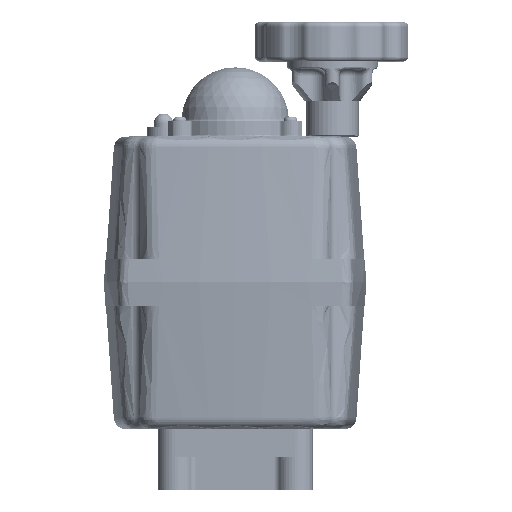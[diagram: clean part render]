
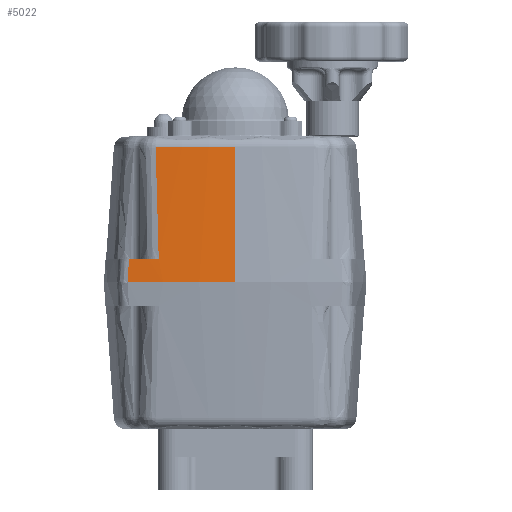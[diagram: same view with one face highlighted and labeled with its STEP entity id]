
A CAD part, top view. The second image highlights one B-rep face of the part: STEP entity #5022.
In plain terms, the highlighted conical face has half-angle 4 degrees and reference radius 403.75 mm.
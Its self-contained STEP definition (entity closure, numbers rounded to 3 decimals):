
#2008 = VERTEX_POINT ( 'NONE', #155836 ) ;
#5022 = ADVANCED_FACE ( 'NONE', ( #18824 ), #222859, .T. ) ;
#5932 = CARTESIAN_POINT ( 'NONE',  ( 0., 143.349, 46.863 ) ) ;
#15250 = CARTESIAN_POINT ( 'NONE',  ( 0., 143.349, -352.912 ) ) ;
#17852 = CIRCLE ( 'NONE', #204108, 403.051 ) ;
#18403 = CARTESIAN_POINT ( 'NONE',  ( -31.996, 96.5, 48.867 ) ) ;
#18824 = FACE_OUTER_BOUND ( 'NONE', #186641, .T. ) ;
#20030 = CARTESIAN_POINT ( 'NONE',  ( -32.487, 119.536, 47.211 ) ) ;
#21428 = VECTOR ( 'NONE', #60993, 1000. ) ;
#21520 = EDGE_CURVE ( 'NONE', #94595, #134047, #17852, .T. ) ;
#22543 = CARTESIAN_POINT ( 'NONE',  ( -32.132, 104.144, 48.32 ) ) ;
#22564 = CARTESIAN_POINT ( 'NONE',  ( 0., 86.5, 50.838 ) ) ;
#23386 = CARTESIAN_POINT ( 'NONE',  ( -32.259, 110.172, 47.887 ) ) ;
#27941 = CARTESIAN_POINT ( 'NONE',  ( 0., 86.5, -352.912 ) ) ;
#28067 = CARTESIAN_POINT ( 'NONE',  ( -45.002, 87.575, 48.247 ) ) ;
#34400 = DIRECTION ( 'NONE',  ( 0., 1., 0. ) ) ;
#35232 = DIRECTION ( 'NONE',  ( 0., 0., 1. ) ) ;
#37207 = EDGE_CURVE ( 'NONE', #231022, #94595, #120572, .T. ) ;
#37608 = CARTESIAN_POINT ( 'NONE',  ( -32.025, 98.282, 48.739 ) ) ;
#42603 = CARTESIAN_POINT ( 'NONE',  ( -32.727, 127.976, 46.599 ) ) ;
#53274 = CIRCLE ( 'NONE', #132683, 403.75 ) ;
#60169 = CARTESIAN_POINT ( 'NONE',  ( -32.292, 111.607, 47.783 ) ) ;
#60993 = DIRECTION ( 'NONE',  ( 0., -0.998, 0.07 ) ) ;
#63272 = CARTESIAN_POINT ( 'NONE',  ( -45.035, 87.037, 48.281 ) ) ;
#68662 = ORIENTED_EDGE ( 'NONE', *, *, #135338, .F. ) ;
#72041 = CARTESIAN_POINT ( 'NONE',  ( 0., 96.5, -352.912 ) ) ;
#74924 = B_SPLINE_CURVE_WITH_KNOTS ( 'NONE', 3,
 ( #18403, #37608, #134882, #22543, #233858, #23386, #60169, #230579, #20030, #42603, #80253, #118067, #117223, #196098 ),
 .UNSPECIFIED., .F., .F.,
 ( 4, 2, 2, 2, 2, 2, 4 ),
 ( 13.201, 18.562, 25.471, 29.789, 39.557, 55.185, 60.189 ),
 .UNSPECIFIED. ) ;
#78045 = CARTESIAN_POINT ( 'NONE',  ( -45.067, 86.5, 48.315 ) ) ;
#80253 = CARTESIAN_POINT ( 'NONE',  ( -32.895, 133.17, 46.221 ) ) ;
#82536 = CARTESIAN_POINT ( 'NONE',  ( -45.067, 86.5, 48.315 ) ) ;
#89758 = EDGE_CURVE ( 'NONE', #187800, #231022, #53274, .T. ) ;
#94047 = ORIENTED_EDGE ( 'NONE', *, *, #105708, .F. ) ;
#94595 = VERTEX_POINT ( 'NONE', #235793 ) ;
#101853 = CARTESIAN_POINT ( 'NONE',  ( -44.458, 96.5, 47.679 ) ) ;
#105708 = EDGE_CURVE ( 'NONE', #164455, #187800, #159230, .T. ) ;
#117223 = CARTESIAN_POINT ( 'NONE',  ( -33.211, 141.687, 45.597 ) ) ;
#118067 = CARTESIAN_POINT ( 'NONE',  ( -33.147, 140.024, 45.719 ) ) ;
#120572 = B_SPLINE_CURVE_WITH_KNOTS ( 'NONE', 3,
 ( #82536, #63272, #28067, #216809, #197524, #101853 ),
 .UNSPECIFIED., .F., .F.,
 ( 4, 2, 4 ),
 ( 5.021, 6.639, 15.06 ),
 .UNSPECIFIED. ) ;
#124308 = DIRECTION ( 'NONE',  ( 0., 0., 1. ) ) ;
#132683 = AXIS2_PLACEMENT_3D ( 'NONE', #27941, #182176, #124308 ) ;
#134047 = VERTEX_POINT ( 'NONE', #162309 ) ;
#134882 = CARTESIAN_POINT ( 'NONE',  ( -32.056, 100.065, 48.612 ) ) ;
#135338 = EDGE_CURVE ( 'NONE', #2008, #164455, #239213, .T. ) ;
#144064 = ORIENTED_EDGE ( 'NONE', *, *, #234867, .F. ) ;
#146551 = DIRECTION ( 'NONE',  ( 0., -1., 0. ) ) ;
#148185 = DIRECTION ( 'NONE',  ( 0., 0., 1. ) ) ;
#155836 = CARTESIAN_POINT ( 'NONE',  ( -33.277, 143.349, 45.475 ) ) ;
#159230 = LINE ( 'NONE', #22564, #21428 ) ;
#162309 = CARTESIAN_POINT ( 'NONE',  ( -31.996, 96.5, 48.867 ) ) ;
#164455 = VERTEX_POINT ( 'NONE', #5932 ) ;
#166944 = DIRECTION ( 'NONE',  ( 0., 0., 1. ) ) ;
#176800 = CARTESIAN_POINT ( 'NONE',  ( 0., 86.5, 50.838 ) ) ;
#182176 = DIRECTION ( 'NONE',  ( 0., -1., 0. ) ) ;
#186641 = EDGE_LOOP ( 'NONE', ( #94047, #68662, #144064, #212111, #241141, #231625 ) ) ;
#187800 = VERTEX_POINT ( 'NONE', #176800 ) ;
#196098 = CARTESIAN_POINT ( 'NONE',  ( -33.277, 143.349, 45.475 ) ) ;
#197524 = CARTESIAN_POINT ( 'NONE',  ( -44.628, 93.704, 47.857 ) ) ;
#204108 = AXIS2_PLACEMENT_3D ( 'NONE', #72041, #34400, #35232 ) ;
#212111 = ORIENTED_EDGE ( 'NONE', *, *, #21520, .F. ) ;
#216809 = CARTESIAN_POINT ( 'NONE',  ( -44.799, 90.908, 48.035 ) ) ;
#217932 = AXIS2_PLACEMENT_3D ( 'NONE', #15250, #242470, #166944 ) ;
#222859 = CONICAL_SURFACE ( 'NONE', #240720, 403.75, 0.07 ) ;
#226286 = CARTESIAN_POINT ( 'NONE',  ( 0., 86.5, -352.912 ) ) ;
#230579 = CARTESIAN_POINT ( 'NONE',  ( -32.403, 116.289, 47.446 ) ) ;
#231022 = VERTEX_POINT ( 'NONE', #78045 ) ;
#231625 = ORIENTED_EDGE ( 'NONE', *, *, #89758, .F. ) ;
#233858 = CARTESIAN_POINT ( 'NONE',  ( -32.178, 106.44, 48.155 ) ) ;
#234867 = EDGE_CURVE ( 'NONE', #134047, #2008, #74924, .T. ) ;
#235793 = CARTESIAN_POINT ( 'NONE',  ( -44.458, 96.5, 47.679 ) ) ;
#239213 = CIRCLE ( 'NONE', #217932, 399.775 ) ;
#240720 = AXIS2_PLACEMENT_3D ( 'NONE', #226286, #146551, #148185 ) ;
#241141 = ORIENTED_EDGE ( 'NONE', *, *, #37207, .F. ) ;
#242470 = DIRECTION ( 'NONE',  ( 0., 1., 0. ) ) ;
